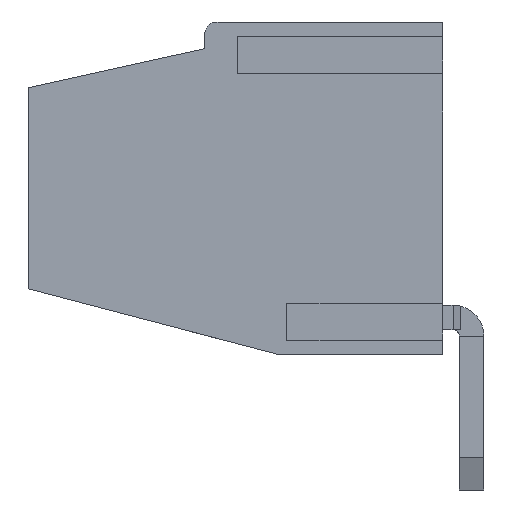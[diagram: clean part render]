
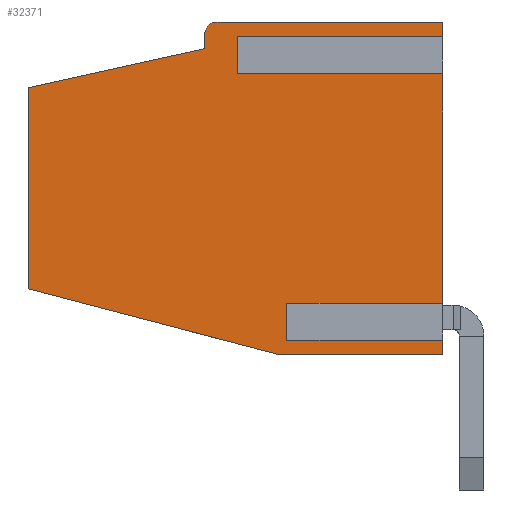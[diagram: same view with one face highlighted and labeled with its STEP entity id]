
A CAD part, left-side view. The second image highlights one B-rep face of the part: STEP entity #32371.
In plain terms, the highlighted face is planar.
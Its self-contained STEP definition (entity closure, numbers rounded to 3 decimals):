
#8 = CARTESIAN_POINT ( 'NONE',  ( 2.5, 8.1, 0.7 ) ) ;
#823 = EDGE_CURVE ( 'NONE', #7214, #16747, #3210, .T. ) ;
#928 = CARTESIAN_POINT ( 'NONE',  ( 2.5, 0., 4.7 ) ) ;
#1075 = EDGE_CURVE ( 'NONE', #25776, #25222, #37165, .T. ) ;
#1364 = LINE ( 'NONE', #10901, #10045 ) ;
#1713 = LINE ( 'NONE', #24162, #10371 ) ;
#2173 = CARTESIAN_POINT ( 'NONE',  ( 2.5, 7.8, 6.5 ) ) ;
#2463 = FACE_OUTER_BOUND ( 'NONE', #12866, .T. ) ;
#2500 = VECTOR ( 'NONE', #26604, 1000. ) ;
#2529 = EDGE_CURVE ( 'NONE', #3834, #25776, #32651, .T. ) ;
#3210 = LINE ( 'NONE', #29806, #2500 ) ;
#3227 = VERTEX_POINT ( 'NONE', #14295 ) ;
#3834 = VERTEX_POINT ( 'NONE', #27826 ) ;
#4331 = EDGE_CURVE ( 'NONE', #16747, #17448, #19535, .T. ) ;
#4962 = CARTESIAN_POINT ( 'NONE',  ( 2.5, 0.532, 4.5 ) ) ;
#5028 = DIRECTION ( 'NONE',  ( 0., 0.254, 0.967 ) ) ;
#5032 = LINE ( 'NONE', #19102, #9464 ) ;
#6311 = LINE ( 'NONE', #8, #9758 ) ;
#6503 = VECTOR ( 'NONE', #8788, 1000. ) ;
#6541 = DIRECTION ( 'NONE',  ( 0., -1., 0. ) ) ;
#6697 = ORIENTED_EDGE ( 'NONE', *, *, #35523, .T. ) ;
#6903 = EDGE_CURVE ( 'NONE', #19534, #27082, #32803, .T. ) ;
#7214 = VERTEX_POINT ( 'NONE', #4962 ) ;
#7518 = DIRECTION ( 'NONE',  ( 0., 0.216, -0.976 ) ) ;
#8703 = VECTOR ( 'NONE', #32453, 1000. ) ;
#8788 = DIRECTION ( 'NONE',  ( 0., 1., 0. ) ) ;
#8984 = ORIENTED_EDGE ( 'NONE', *, *, #6903, .F. ) ;
#9033 = CARTESIAN_POINT ( 'NONE',  ( 2.5, 7.032, 5.7 ) ) ;
#9464 = VECTOR ( 'NONE', #7518, 1000. ) ;
#9758 = VECTOR ( 'NONE', #14644, 1000. ) ;
#10045 = VECTOR ( 'NONE', #31008, 1000. ) ;
#10165 = ORIENTED_EDGE ( 'NONE', *, *, #4331, .T. ) ;
#10247 = CARTESIAN_POINT ( 'NONE',  ( 2.5, 1.068, 0.7 ) ) ;
#10371 = VECTOR ( 'NONE', #12755, 1000. ) ;
#10482 = VECTOR ( 'NONE', #14568, 1000. ) ;
#10606 = VERTEX_POINT ( 'NONE', #17155 ) ;
#10665 = CARTESIAN_POINT ( 'NONE',  ( 2.5, 8.1, 10.8 ) ) ;
#10901 = CARTESIAN_POINT ( 'NONE',  ( 2.5, 0., 10.8 ) ) ;
#11028 = VERTEX_POINT ( 'NONE', #15601 ) ;
#11205 = CARTESIAN_POINT ( 'NONE',  ( 2.5, 7.032, 5.7 ) ) ;
#11562 = VERTEX_POINT ( 'NONE', #928 ) ;
#11764 = CARTESIAN_POINT ( 'NONE',  ( 2.5, 8.1, 10.8 ) ) ;
#12515 = EDGE_CURVE ( 'NONE', #11028, #27082, #30001, .T. ) ;
#12755 = DIRECTION ( 'NONE',  ( 0., 0., -1. ) ) ;
#12786 = EDGE_CURVE ( 'NONE', #11562, #10606, #1364, .T. ) ;
#12866 = EDGE_LOOP ( 'NONE', ( #37258, #21270, #8984, #15375, #36018, #31269, #34430, #34706, #20121, #18950, #10165, #22474, #28864, #21107, #17893, #6697 ) ) ;
#13591 = LINE ( 'NONE', #25199, #37361 ) ;
#14052 = PLANE ( 'NONE',  #22068 ) ;
#14295 = CARTESIAN_POINT ( 'NONE',  ( 2.5, 1.6, 10.8 ) ) ;
#14402 = EDGE_CURVE ( 'NONE', #11028, #34652, #29395, .T. ) ;
#14568 = DIRECTION ( 'NONE',  ( 0., 1., 0. ) ) ;
#14644 = DIRECTION ( 'NONE',  ( 0., 1., 0. ) ) ;
#15099 = DIRECTION ( 'NONE',  ( 0., 0., -1. ) ) ;
#15375 = ORIENTED_EDGE ( 'NONE', *, *, #33622, .F. ) ;
#15601 = CARTESIAN_POINT ( 'NONE',  ( 2.5, 8.1, 6.2 ) ) ;
#16343 = VERTEX_POINT ( 'NONE', #34987 ) ;
#16747 = VERTEX_POINT ( 'NONE', #32587 ) ;
#17155 = CARTESIAN_POINT ( 'NONE',  ( 2.5, 0., 0.7 ) ) ;
#17448 = VERTEX_POINT ( 'NONE', #10247 ) ;
#17489 = CARTESIAN_POINT ( 'NONE',  ( 2.5, 8.1, 10.8 ) ) ;
#17893 = ORIENTED_EDGE ( 'NONE', *, *, #30476, .T. ) ;
#18196 = DIRECTION ( 'NONE',  ( 0., 1., 0. ) ) ;
#18434 = EDGE_CURVE ( 'NONE', #10606, #34747, #26369, .T. ) ;
#18599 = VECTOR ( 'NONE', #21028, 1000. ) ;
#18950 = ORIENTED_EDGE ( 'NONE', *, *, #823, .T. ) ;
#19102 = CARTESIAN_POINT ( 'NONE',  ( 2.5, 6.5, 10.8 ) ) ;
#19287 = LINE ( 'NONE', #33915, #34185 ) ;
#19384 = VECTOR ( 'NONE', #15099, 1000. ) ;
#19534 = VERTEX_POINT ( 'NONE', #29917 ) ;
#19535 = LINE ( 'NONE', #31112, #19632 ) ;
#19611 = CARTESIAN_POINT ( 'NONE',  ( 2.5, 0.532, 0.7 ) ) ;
#19632 = VECTOR ( 'NONE', #31659, 1000. ) ;
#20121 = ORIENTED_EDGE ( 'NONE', *, *, #35691, .F. ) ;
#20134 = VERTEX_POINT ( 'NONE', #34153 ) ;
#20404 = LINE ( 'NONE', #31977, #19384 ) ;
#20477 = EDGE_CURVE ( 'NONE', #17448, #25222, #19287, .T. ) ;
#20957 = DIRECTION ( 'NONE',  ( 1., 0., 0. ) ) ;
#21028 = DIRECTION ( 'NONE',  ( 0., 0., -1. ) ) ;
#21107 = ORIENTED_EDGE ( 'NONE', *, *, #2529, .F. ) ;
#21220 = CARTESIAN_POINT ( 'NONE',  ( 2.5, 7.45, 6.5 ) ) ;
#21270 = ORIENTED_EDGE ( 'NONE', *, *, #12515, .T. ) ;
#22068 = AXIS2_PLACEMENT_3D ( 'NONE', #10665, #22414, #31687 ) ;
#22414 = DIRECTION ( 'NONE',  ( -1., 0., 0. ) ) ;
#22474 = ORIENTED_EDGE ( 'NONE', *, *, #20477, .T. ) ;
#22760 = DIRECTION ( 'NONE',  ( 0., 0., -1. ) ) ;
#23440 = CARTESIAN_POINT ( 'NONE',  ( 2.5, 8.1, 0.7 ) ) ;
#23760 = EDGE_CURVE ( 'NONE', #11562, #3227, #13591, .T. ) ;
#24039 = EDGE_CURVE ( 'NONE', #3227, #20134, #34054, .T. ) ;
#24162 = CARTESIAN_POINT ( 'NONE',  ( 2.5, 0.532, 4.5 ) ) ;
#24393 = CARTESIAN_POINT ( 'NONE',  ( 2.5, 7.8, 6.2 ) ) ;
#25005 = DIRECTION ( 'NONE',  ( 0., 1., 0. ) ) ;
#25199 = CARTESIAN_POINT ( 'NONE',  ( 2.5, 1.6, 10.8 ) ) ;
#25222 = VERTEX_POINT ( 'NONE', #33249 ) ;
#25776 = VERTEX_POINT ( 'NONE', #9033 ) ;
#25822 = AXIS2_PLACEMENT_3D ( 'NONE', #24393, #20957, #6541 ) ;
#26369 = LINE ( 'NONE', #29387, #10482 ) ;
#26604 = DIRECTION ( 'NONE',  ( 0., 1., 0. ) ) ;
#27082 = VERTEX_POINT ( 'NONE', #2173 ) ;
#27357 = CARTESIAN_POINT ( 'NONE',  ( 2.5, 7.568, 5.7 ) ) ;
#27826 = CARTESIAN_POINT ( 'NONE',  ( 2.5, 7.568, 5.7 ) ) ;
#28864 = ORIENTED_EDGE ( 'NONE', *, *, #1075, .F. ) ;
#29387 = CARTESIAN_POINT ( 'NONE',  ( 2.5, 8.1, 0.7 ) ) ;
#29395 = LINE ( 'NONE', #11764, #18599 ) ;
#29806 = CARTESIAN_POINT ( 'NONE',  ( 2.5, 0.532, 4.5 ) ) ;
#29917 = CARTESIAN_POINT ( 'NONE',  ( 2.5, 7.45, 6.5 ) ) ;
#30001 = CIRCLE ( 'NONE', #25822, 0.3 ) ;
#30476 = EDGE_CURVE ( 'NONE', #3834, #16343, #20404, .T. ) ;
#31008 = DIRECTION ( 'NONE',  ( 0., 0., -1. ) ) ;
#31112 = CARTESIAN_POINT ( 'NONE',  ( 2.5, 1.068, 4.5 ) ) ;
#31269 = ORIENTED_EDGE ( 'NONE', *, *, #23760, .F. ) ;
#31659 = DIRECTION ( 'NONE',  ( 0., 0., -1. ) ) ;
#31687 = DIRECTION ( 'NONE',  ( 0., -1., 0. ) ) ;
#31977 = CARTESIAN_POINT ( 'NONE',  ( 2.5, 7.568, 5.7 ) ) ;
#32371 = ADVANCED_FACE ( 'NONE', ( #2463 ), #14052, .F. ) ;
#32453 = DIRECTION ( 'NONE',  ( 0., -1., 0. ) ) ;
#32587 = CARTESIAN_POINT ( 'NONE',  ( 2.5, 1.068, 4.5 ) ) ;
#32651 = LINE ( 'NONE', #27357, #8703 ) ;
#32803 = LINE ( 'NONE', #21220, #36883 ) ;
#33249 = CARTESIAN_POINT ( 'NONE',  ( 2.5, 7.032, 0.7 ) ) ;
#33622 = EDGE_CURVE ( 'NONE', #20134, #19534, #5032, .T. ) ;
#33915 = CARTESIAN_POINT ( 'NONE',  ( 2.5, 8.1, 0.7 ) ) ;
#34054 = LINE ( 'NONE', #17489, #6503 ) ;
#34153 = CARTESIAN_POINT ( 'NONE',  ( 2.5, 6.5, 10.8 ) ) ;
#34185 = VECTOR ( 'NONE', #25005, 1000. ) ;
#34430 = ORIENTED_EDGE ( 'NONE', *, *, #12786, .T. ) ;
#34652 = VERTEX_POINT ( 'NONE', #23440 ) ;
#34706 = ORIENTED_EDGE ( 'NONE', *, *, #18434, .T. ) ;
#34747 = VERTEX_POINT ( 'NONE', #19611 ) ;
#34987 = CARTESIAN_POINT ( 'NONE',  ( 2.5, 7.568, 0.7 ) ) ;
#35523 = EDGE_CURVE ( 'NONE', #16343, #34652, #6311, .T. ) ;
#35691 = EDGE_CURVE ( 'NONE', #7214, #34747, #1713, .T. ) ;
#36018 = ORIENTED_EDGE ( 'NONE', *, *, #24039, .F. ) ;
#36469 = VECTOR ( 'NONE', #22760, 1000. ) ;
#36883 = VECTOR ( 'NONE', #18196, 1000. ) ;
#37165 = LINE ( 'NONE', #11205, #36469 ) ;
#37258 = ORIENTED_EDGE ( 'NONE', *, *, #14402, .F. ) ;
#37361 = VECTOR ( 'NONE', #5028, 1000. ) ;
